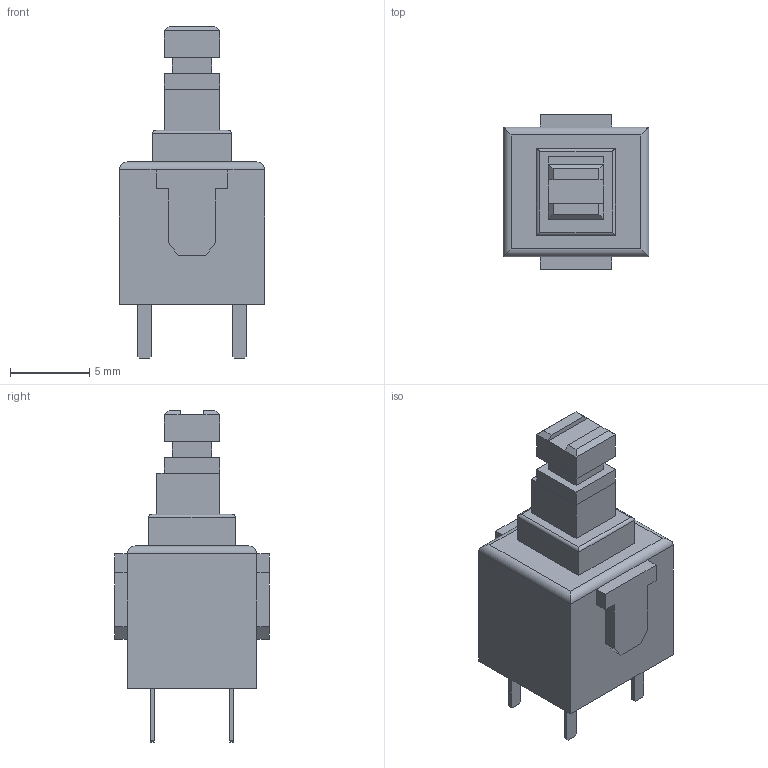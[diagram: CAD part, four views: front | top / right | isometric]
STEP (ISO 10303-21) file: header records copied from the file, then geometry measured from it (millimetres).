
FILE_DESCRIPTION(('FreeCAD Model'),'2;1');
FILE_NAME('Open CASCADE Shape Model','2024-11-19T11:35:23',(''),(''), 'Open CASCADE STEP processor 7.6','FreeCAD','Unknown');
FILE_SCHEMA(('AUTOMOTIVE_DESIGN { 1 0 10303 214 1 1 1 1 }'));
Length unit declared in the file: millimetre
Products named in the file (1): Body
Bounding box: 9.2 x 9.8 x 21 mm (x, y, z)
Volume: 840.3 mm3; surface area: 659.2 mm2
Topology: 1 solids, 1 shells, 99 faces, 243 edges, 154 vertices
Faces by surface type: plane 91, cylinder 8
Entity records: 2855 total; most frequent: CARTESIAN_POINT 497, ORIENTED_EDGE 486, DIRECTION 451, EDGE_CURVE 243, LINE 235, VECTOR 235, VERTEX_POINT 154, AXIS2_PLACEMENT_3D 108
